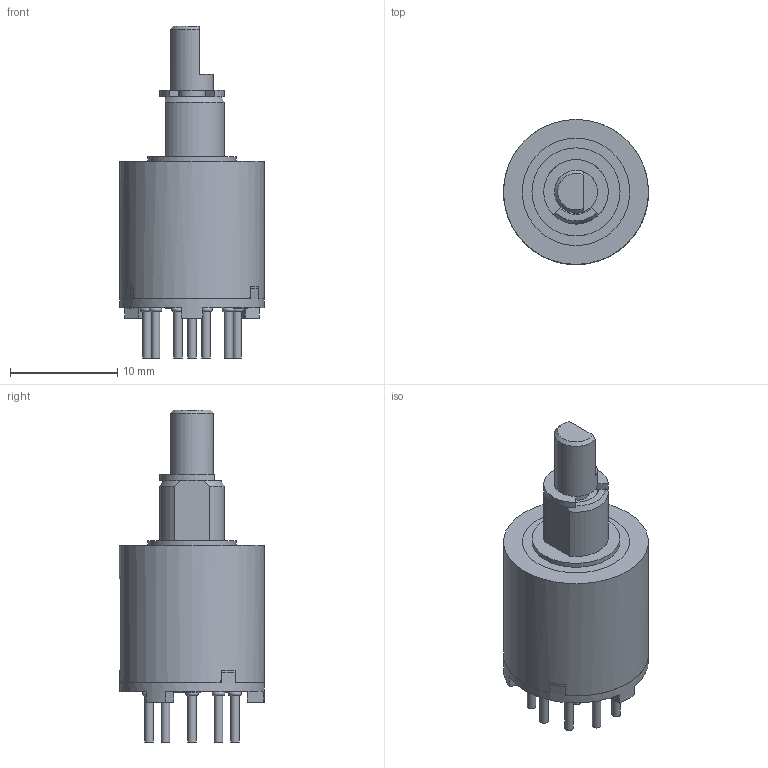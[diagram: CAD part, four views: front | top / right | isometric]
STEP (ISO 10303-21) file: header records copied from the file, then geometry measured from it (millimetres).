
FILE_DESCRIPTION (( 'STEP AP203' ), '1' );
FILE_NAME ('(-20 ;-21) 10Ï 32 47.STEP', '2020-01-15T02:07:33', ( '' ), ( '' ), 'SwSTEP 2.0', 'SolidWorks 2017', '' );
FILE_SCHEMA (( 'CONFIG_CONTROL_DESIGN' ));
Length unit declared in the file: millimetre
Products named in the file (31): 淘 7.732.016 暑眚嚓騙牔ぅ氅; ÌÔ 7.814.000 Ïëàòà; ÌÔ 6.672.002 Ïëàòà ñ êîíòàêòàìè; ÔÈÌÄ.301111.009 Êîðïóñ1_„«ï á¡®àª¨; ﾔﾈﾌﾄ.715313.006 ﾂ琿; 釔 8.362.003 婰膲僗闉; 杬 8.362.006 婰膲僗闉; ÔÈÌÄ.754175.002 Êîëüöî óïëîòíèòåëüíîå1_¤«ï á¡®àª¨; ÔÈÌÄ.301111.008 Êîðïóñ â ñáîðå1 ; ÔÈÌÄ.685121.011 Âàë ñ ðîòîðîì1_”ˆŒ„.685121.011; Ïðåññ-ìàòåðèàë ÄÑÂ-2-Ë ÃÎÑÒ 17478-915; Ïðåññ-ìàòåðèàë ÄÑÂ-2-0 ÃÎÑÒ 17478-915; ÌÔ 8.389.000 Ïðóæèíà_¤«ï á¡®àª¨; (-20 ;-21) 10Ï 32 47; ÔÈÌÄ.713121.005 Âòóëêà1_¤«ï á¡®àª¨; ÌÔ 7.721.001 Ðîëèê êîíòàêòíûé; 匀棠.303659.006 隅咫 翳犟圉梃1_攬寗.303659.006; ÌÔ 8.383.012 Ïðóæèíà1_‘¦ â ï; 淘 8.245.000 暑朦鲱_寯 8.245.000-09; ﾘ瑩韭 2G10 +5 ﾃﾎﾑﾒ 3722-2014
Assembly tree (23 placements, depth 5):
  釔 8.362.003 婰膲僗闉
  杬 8.362.006 婰膲僗闉
  Ïðåññ-ìàòåðèàë ÄÑÂ-2-0 ÃÎÑÒ 17478-915
  ÌÔ 8.389.000 Ïðóæèíà_¤«ï á¡®àª¨
  (-20 ;-21) 10Ï 32 47
    匀棠.303659.006 隅咫 翳犟圉梃1_攬寗.303659.006
      ÔÈÌÄ.301111.008 Êîðïóñ â ñáîðå1 
        ÔÈÌÄ.301111.009 Êîðïóñ1_„«ï á¡®àª¨
          ÔÈÌÄ.713121.005 Âòóëêà1_¤«ï á¡®àª¨
          Ïðåññ-ìàòåðèàë ÄÑÂ-2-Ë ÃÎÑÒ 17478-915
      ÔÈÌÄ.685121.011 Âàë ñ ðîòîðîì1_”ˆŒ„.685121.011
        ﾔﾈﾌﾄ.715313.006 ﾂ琿
      淘 8.245.000 暑朦鲱_寯 8.245.000-09
      ÔÈÌÄ.754175.002 Êîëüöî óïëîòíèòåëüíîå1_¤«ï á¡®àª¨
      ÔÈÌÄ.754175.002 Êîëüöî óïëîòíèòåëüíîå1_¤«ï á¡®àª¨
    ÌÔ 6.672.002 Ïëàòà ñ êîíòàêòàìè
      ÌÔ 7.814.000 Ïëàòà
      淘 7.732.016 暑眚嚓騙牔ぅ氅
      淘 7.732.016 暑眚嚓騙牔ぅ氅
      淘 7.732.016 暑眚嚓騙牔ぅ氅
      淘 7.732.016 暑眚嚓騙牔ぅ氅
      淘 7.732.016 暑眚嚓騙牔ぅ氅
      淘 7.732.016 暑眚嚓騙牔ぅ氅
      淘 7.732.016 暑眚嚓騙牔ぅ氅
      淘 7.732.016 暑眚嚓騙牔ぅ氅
      淘 7.732.016 暑眚嚓騙牔ぅ氅
      淘 7.732.016 暑眚嚓騙牔ぅ氅
      淘 7.732.016 暑眚嚓騙牔ぅ氅
Bounding box: 13.5 x 13.5 x 30.9 mm (x, y, z)
Volume: 872.2 mm3; surface area: 2378.5 mm2
Topology: 18 solids, 18 shells, 214 faces, 507 edges, 338 vertices
Faces by surface type: plane 103, cylinder 71, bspline 23, torus 14, cone 3
Full cylindrical faces by diameter (mm): 0.8 x33, 2.45 x4, 2.5 x1, 4 x6, 8.2 x1, 10 x2, 12 x1, 13.5 x2
Entity records: 10000 total; most frequent: CARTESIAN_POINT 2404, DIRECTION 944, ORIENTED_EDGE 816, EDGE_CURVE 408, AXIS2_PLACEMENT_3D 376, EDGE_LOOP 318, VERTEX_POINT 304, FACE_OUTER_BOUND 278
